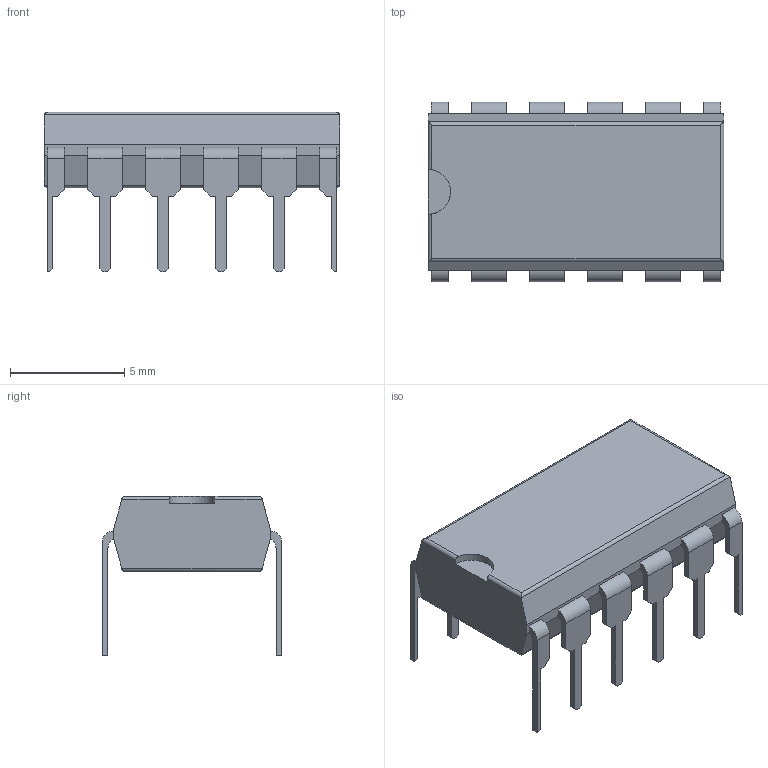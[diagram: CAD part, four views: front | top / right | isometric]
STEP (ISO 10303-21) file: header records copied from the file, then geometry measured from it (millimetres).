
FILE_DESCRIPTION(/* description */ (''),/* implementation_level */ '2;1');
FILE_NAME(/* name */ 'Package-DIP-12-Half-Lead.step',/* time_stamp */ '2023-10-29T18:21:51+01:00',/* author */ (''),/* organization */ (''),/* preprocessor_version */ 'ST-DEVELOPER v20',/* originating_system */ 'Autodesk Translation Framework v12.14.0.127',/* authorisation */ '');
FILE_SCHEMA (('AUTOMOTIVE_DESIGN { 1 0 10303 214 3 1 1 }'));
Length unit declared in the file: millimetre
Products named in the file (3): Package-DIP-12-Half-Lead; Leads; Body
Assembly tree (2 placements, depth 2):
  Package-DIP-12-Half-Lead
    Leads
    Body
Bounding box: 12.95 x 7.87 x 6.99 mm (x, y, z)
Volume: 304.5 mm3; surface area: 543.5 mm2
Topology: 7 solids, 7 shells, 185 faces, 513 edges, 342 vertices
Faces by surface type: plane 151, cylinder 34
Entity records: 5971 total; most frequent: CARTESIAN_POINT 1064, ORIENTED_EDGE 1026, DIRECTION 959, EDGE_CURVE 513, LINE 445, VECTOR 445, VERTEX_POINT 342, AXIS2_PLACEMENT_3D 257
